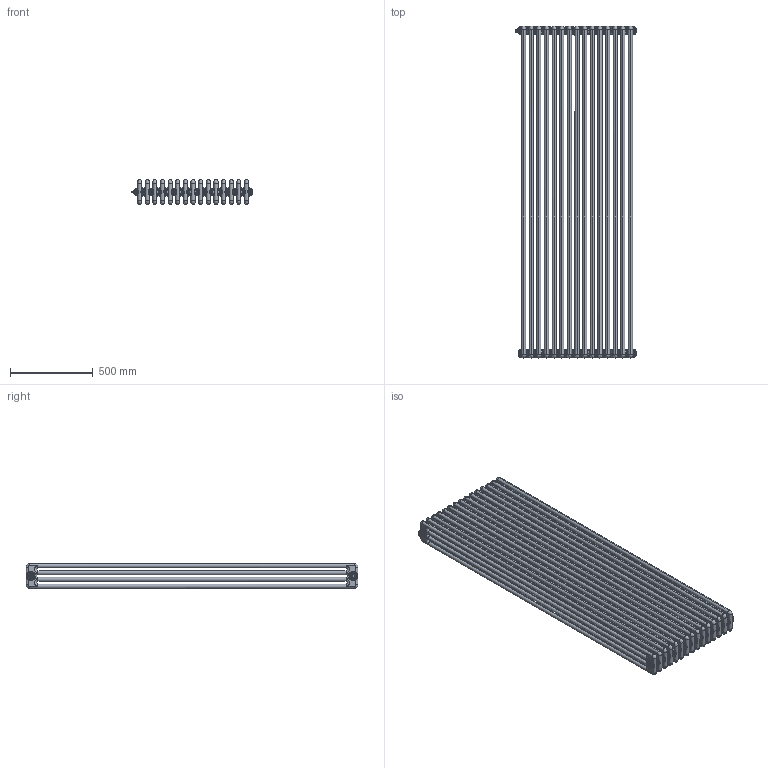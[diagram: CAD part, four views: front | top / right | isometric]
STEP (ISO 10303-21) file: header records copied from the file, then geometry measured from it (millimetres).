
FILE_DESCRIPTION((''),'2;1');
FILE_NAME('3541700000911_3D_SITO_ASM','2024-04-12T17:41:22',('PTC3'),(''),'CREO PARAMETRIC BY PTC INC, 2023092','CREO PARAMETRIC BY PTC INC, 2023092','');
FILE_SCHEMA(('AUTOMOTIVE_DESIGN { 1 0 10303 214 1 1 1 1 }'));
Length unit declared in the file: millimetre
Products named in the file (6): 2661700500136_3D_SITO; 1006381480001_3D_SITO; 1006381480002_3D_SITO; 1011181480002_3D_SITO; 1041001240002; 3541700000911_3D_SITO_ASM
Assembly tree (20 placements, depth 2):
  3541700000911_3D_SITO_ASM
    2661700500136_3D_SITO  x15
    1006381480001_3D_SITO  x2
    1006381480002_3D_SITO
    1011181480002_3D_SITO
    1041001240002
Bounding box: 723.2 x 2000 x 148 mm (x, y, z)
Volume: 63008079.6 mm3; surface area: 9635679.4 mm2
Topology: 20 solids, 29 shells, 1944 faces, 5461 edges, 3504 vertices
Faces by surface type: plane 844, torus 414, cylinder 390, bspline 190, extrusion 64, cone 30, sphere 12
Entity records: 35607 total; most frequent: CARTESIAN_POINT 8131, ORIENTED_EDGE 4450, DIRECTION 4251, EDGE_CURVE 2235, VECTOR 1451, VERTEX_POINT 1437, LINE 1403, AXIS2_PLACEMENT_3D 1391
